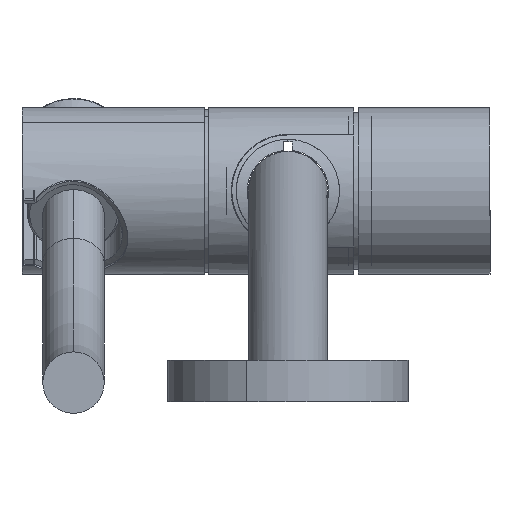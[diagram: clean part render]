
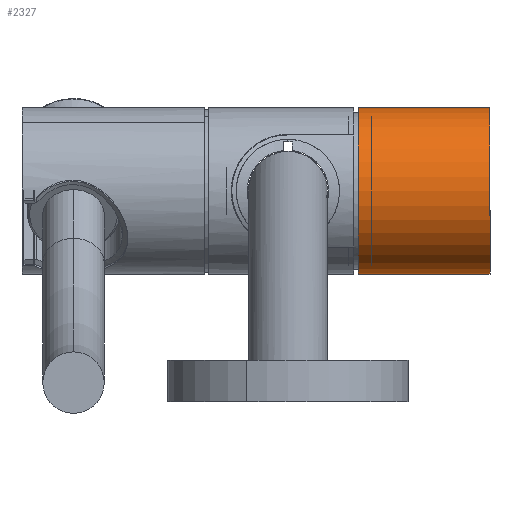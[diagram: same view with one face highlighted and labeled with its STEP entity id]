
A CAD part, front view. The second image highlights one B-rep face of the part: STEP entity #2327.
In plain terms, the highlighted cylindrical face has radius 19 mm (diameter 38 mm), a partial arc.
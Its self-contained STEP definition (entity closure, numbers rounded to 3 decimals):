
#71 = LINE ( 'NONE', #3938, #3318 ) ;
#180 = DIRECTION ( 'NONE',  ( 0., 1., 0. ) ) ;
#208 = AXIS2_PLACEMENT_3D ( 'NONE', #1278, #4256, #1706 ) ;
#651 = CARTESIAN_POINT ( 'NONE',  ( 0., -30., 0. ) ) ;
#749 = DIRECTION ( 'NONE',  ( 0., 1., 0. ) ) ;
#877 = CIRCLE ( 'NONE', #4195, 19. ) ;
#1057 = VERTEX_POINT ( 'NONE', #1283 ) ;
#1079 = DIRECTION ( 'NONE',  ( 0., 0., 1. ) ) ;
#1240 = AXIS2_PLACEMENT_3D ( 'NONE', #651, #5317, #1079 ) ;
#1269 = EDGE_CURVE ( 'NONE', #3915, #1920, #3820, .T. ) ;
#1278 = CARTESIAN_POINT ( 'NONE',  ( 0., 0., 0. ) ) ;
#1283 = CARTESIAN_POINT ( 'NONE',  ( 0., -30., 19. ) ) ;
#1357 = FACE_OUTER_BOUND ( 'NONE', #3483, .T. ) ;
#1367 = VECTOR ( 'NONE', #749, 1000. ) ;
#1706 = DIRECTION ( 'NONE',  ( 0., 0., 1. ) ) ;
#1920 = VERTEX_POINT ( 'NONE', #4742 ) ;
#1938 = LINE ( 'NONE', #4177, #1367 ) ;
#2216 = EDGE_CURVE ( 'NONE', #1057, #2802, #877, .T. ) ;
#2327 = ADVANCED_FACE ( 'NONE', ( #1357 ), #3474, .T. ) ;
#2721 = CARTESIAN_POINT ( 'NONE',  ( 0., -30., 0. ) ) ;
#2802 = VERTEX_POINT ( 'NONE', #5121 ) ;
#3148 = DIRECTION ( 'NONE',  ( 0., 0., 1. ) ) ;
#3318 = VECTOR ( 'NONE', #5213, 1000. ) ;
#3474 = CYLINDRICAL_SURFACE ( 'NONE', #1240, 19. ) ;
#3483 = EDGE_LOOP ( 'NONE', ( #5502, #4572, #5457, #4267 ) ) ;
#3820 = CIRCLE ( 'NONE', #208, 19. ) ;
#3915 = VERTEX_POINT ( 'NONE', #4003 ) ;
#3938 = CARTESIAN_POINT ( 'NONE',  ( 0., -30., 19. ) ) ;
#4003 = CARTESIAN_POINT ( 'NONE',  ( 0., 0., 19. ) ) ;
#4142 = EDGE_CURVE ( 'NONE', #1057, #3915, #71, .T. ) ;
#4177 = CARTESIAN_POINT ( 'NONE',  ( 0., -30., -19. ) ) ;
#4195 = AXIS2_PLACEMENT_3D ( 'NONE', #2721, #180, #3148 ) ;
#4256 = DIRECTION ( 'NONE',  ( 0., 1., 0. ) ) ;
#4267 = ORIENTED_EDGE ( 'NONE', *, *, #4142, .F. ) ;
#4572 = ORIENTED_EDGE ( 'NONE', *, *, #4869, .T. ) ;
#4742 = CARTESIAN_POINT ( 'NONE',  ( 0., 0., -19. ) ) ;
#4869 = EDGE_CURVE ( 'NONE', #2802, #1920, #1938, .T. ) ;
#5121 = CARTESIAN_POINT ( 'NONE',  ( 0., -30., -19. ) ) ;
#5213 = DIRECTION ( 'NONE',  ( 0., 1., 0. ) ) ;
#5317 = DIRECTION ( 'NONE',  ( 0., 1., 0. ) ) ;
#5457 = ORIENTED_EDGE ( 'NONE', *, *, #1269, .F. ) ;
#5502 = ORIENTED_EDGE ( 'NONE', *, *, #2216, .T. ) ;
